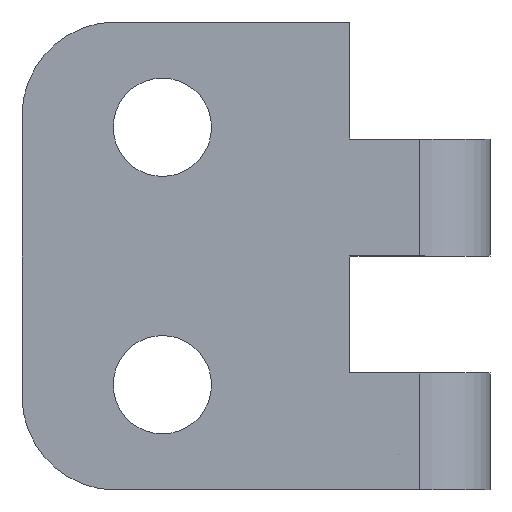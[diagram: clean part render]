
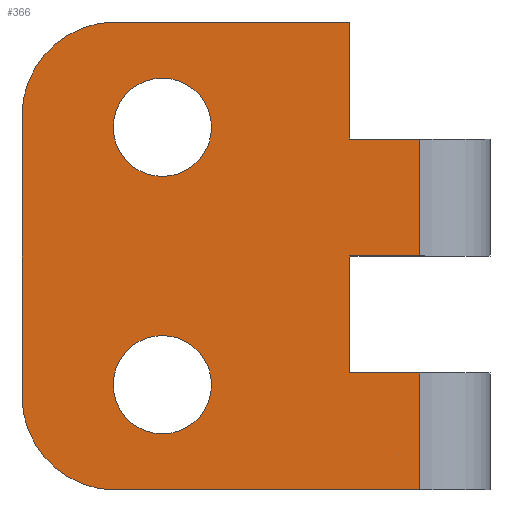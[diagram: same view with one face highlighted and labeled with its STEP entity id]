
A CAD part, front view. The second image highlights one B-rep face of the part: STEP entity #366.
In plain terms, the highlighted planar face has unit normal (0, -1, 0).
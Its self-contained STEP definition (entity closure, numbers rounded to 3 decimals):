
#5 = CARTESIAN_POINT ( 'NONE',  ( -2.5, 0., -3.4 ) ) ;
#7 = FACE_BOUND ( 'NONE', #794, .T. ) ;
#26 = DIRECTION ( 'NONE',  ( 1., 0., 0. ) ) ;
#38 = CARTESIAN_POINT ( 'NONE',  ( 0., 0., 0. ) ) ;
#39 = CARTESIAN_POINT ( 'NONE',  ( 8.5, 0., 0. ) ) ;
#58 = DIRECTION ( 'NONE',  ( -1., 0., 0. ) ) ;
#64 = ORIENTED_EDGE ( 'NONE', *, *, #126, .F. ) ;
#68 = DIRECTION ( 'NONE',  ( 0., 0., 1. ) ) ;
#76 = EDGE_CURVE ( 'NONE', #87, #270, #395, .T. ) ;
#79 = CARTESIAN_POINT ( 'NONE',  ( 5.5, 0., 10. ) ) ;
#87 = VERTEX_POINT ( 'NONE', #286 ) ;
#91 = CARTESIAN_POINT ( 'NONE',  ( 8.5, 0., 0. ) ) ;
#100 = VECTOR ( 'NONE', #888, 1000. ) ;
#113 = ORIENTED_EDGE ( 'NONE', *, *, #811, .F. ) ;
#126 = EDGE_CURVE ( 'NONE', #546, #134, #820, .T. ) ;
#130 = FACE_OUTER_BOUND ( 'NONE', #752, .T. ) ;
#132 = CIRCLE ( 'NONE', #614, 2.1 ) ;
#134 = VERTEX_POINT ( 'NONE', #361 ) ;
#136 = CARTESIAN_POINT ( 'NONE',  ( 5.5, 0., -5. ) ) ;
#139 = VERTEX_POINT ( 'NONE', #852 ) ;
#149 = VECTOR ( 'NONE', #178, 1000. ) ;
#168 = CARTESIAN_POINT ( 'NONE',  ( 8.5, 0., -5. ) ) ;
#177 = VERTEX_POINT ( 'NONE', #5 ) ;
#178 = DIRECTION ( 'NONE',  ( 0., 0., -1. ) ) ;
#182 = CARTESIAN_POINT ( 'NONE',  ( -4.5, 0., -10. ) ) ;
#184 = CARTESIAN_POINT ( 'NONE',  ( -8.5, 0., 10. ) ) ;
#186 = LINE ( 'NONE', #620, #906 ) ;
#189 = CARTESIAN_POINT ( 'NONE',  ( 5.5, 0., 5. ) ) ;
#191 = PLANE ( 'NONE',  #234 ) ;
#197 = VECTOR ( 'NONE', #555, 1000. ) ;
#198 = CIRCLE ( 'NONE', #708, 2.1 ) ;
#205 = ORIENTED_EDGE ( 'NONE', *, *, #314, .F. ) ;
#207 = VECTOR ( 'NONE', #709, 1000. ) ;
#234 = AXIS2_PLACEMENT_3D ( 'NONE', #38, #455, #878 ) ;
#240 = CIRCLE ( 'NONE', #310, 4. ) ;
#253 = ORIENTED_EDGE ( 'NONE', *, *, #267, .F. ) ;
#256 = CARTESIAN_POINT ( 'NONE',  ( -2.5, 0., 5.5 ) ) ;
#258 = DIRECTION ( 'NONE',  ( 0., 0., -1. ) ) ;
#267 = EDGE_CURVE ( 'NONE', #342, #270, #651, .T. ) ;
#270 = VERTEX_POINT ( 'NONE', #39 ) ;
#272 = DIRECTION ( 'NONE',  ( 0., -1., 0. ) ) ;
#276 = VECTOR ( 'NONE', #258, 1000. ) ;
#284 = LINE ( 'NONE', #189, #100 ) ;
#286 = CARTESIAN_POINT ( 'NONE',  ( 5.5, 0., 0. ) ) ;
#301 = EDGE_CURVE ( 'NONE', #444, #408, #629, .T. ) ;
#307 = VERTEX_POINT ( 'NONE', #182 ) ;
#308 = LINE ( 'NONE', #184, #828 ) ;
#310 = AXIS2_PLACEMENT_3D ( 'NONE', #698, #272, #767 ) ;
#314 = EDGE_CURVE ( 'NONE', #472, #177, #320, .T. ) ;
#320 = CIRCLE ( 'NONE', #416, 2.1 ) ;
#324 = DIRECTION ( 'NONE',  ( 1., 0., 0. ) ) ;
#334 = EDGE_CURVE ( 'NONE', #134, #546, #132, .T. ) ;
#342 = VERTEX_POINT ( 'NONE', #689 ) ;
#353 = VERTEX_POINT ( 'NONE', #885 ) ;
#358 = CARTESIAN_POINT ( 'NONE',  ( -2.5, 0., -5.5 ) ) ;
#361 = CARTESIAN_POINT ( 'NONE',  ( -2.5, 0., 7.6 ) ) ;
#363 = EDGE_CURVE ( 'NONE', #177, #472, #198, .T. ) ;
#365 = DIRECTION ( 'NONE',  ( 0., 0., 1. ) ) ;
#366 = ADVANCED_FACE ( 'NONE', ( #678, #7, #130 ), #191, .F. ) ;
#374 = CARTESIAN_POINT ( 'NONE',  ( 8.5, 0., 5. ) ) ;
#383 = ORIENTED_EDGE ( 'NONE', *, *, #551, .F. ) ;
#392 = ORIENTED_EDGE ( 'NONE', *, *, #334, .F. ) ;
#394 = VECTOR ( 'NONE', #26, 1000. ) ;
#395 = LINE ( 'NONE', #91, #207 ) ;
#399 = ORIENTED_EDGE ( 'NONE', *, *, #76, .T. ) ;
#408 = VERTEX_POINT ( 'NONE', #530 ) ;
#416 = AXIS2_PLACEMENT_3D ( 'NONE', #358, #841, #901 ) ;
#419 = ORIENTED_EDGE ( 'NONE', *, *, #641, .T. ) ;
#428 = DIRECTION ( 'NONE',  ( 0., 0., 1. ) ) ;
#431 = CARTESIAN_POINT ( 'NONE',  ( -2.5, 0., 5.5 ) ) ;
#443 = CARTESIAN_POINT ( 'NONE',  ( -4.5, 0., 10. ) ) ;
#444 = VERTEX_POINT ( 'NONE', #168 ) ;
#450 = AXIS2_PLACEMENT_3D ( 'NONE', #910, #488, #68 ) ;
#455 = DIRECTION ( 'NONE',  ( 0., 1., 0. ) ) ;
#457 = ORIENTED_EDGE ( 'NONE', *, *, #710, .T. ) ;
#466 = CARTESIAN_POINT ( 'NONE',  ( -2.5, 0., 3.4 ) ) ;
#472 = VERTEX_POINT ( 'NONE', #867 ) ;
#475 = LINE ( 'NONE', #777, #834 ) ;
#485 = ORIENTED_EDGE ( 'NONE', *, *, #764, .T. ) ;
#488 = DIRECTION ( 'NONE',  ( 0., -1., 0. ) ) ;
#489 = VERTEX_POINT ( 'NONE', #443 ) ;
#496 = EDGE_CURVE ( 'NONE', #139, #342, #582, .T. ) ;
#524 = ORIENTED_EDGE ( 'NONE', *, *, #668, .F. ) ;
#525 = CIRCLE ( 'NONE', #450, 4. ) ;
#530 = CARTESIAN_POINT ( 'NONE',  ( 8.5, 0., -10. ) ) ;
#545 = DIRECTION ( 'NONE',  ( 0., 0., 1. ) ) ;
#546 = VERTEX_POINT ( 'NONE', #466 ) ;
#551 = EDGE_CURVE ( 'NONE', #742, #353, #186, .T. ) ;
#555 = DIRECTION ( 'NONE',  ( 0., 0., 1. ) ) ;
#557 = ORIENTED_EDGE ( 'NONE', *, *, #496, .F. ) ;
#582 = LINE ( 'NONE', #374, #394 ) ;
#591 = VECTOR ( 'NONE', #58, 1000. ) ;
#595 = ORIENTED_EDGE ( 'NONE', *, *, #621, .F. ) ;
#598 = CARTESIAN_POINT ( 'NONE',  ( 8.5, 0., -10. ) ) ;
#601 = DIRECTION ( 'NONE',  ( 0., -1., 0. ) ) ;
#614 = AXIS2_PLACEMENT_3D ( 'NONE', #256, #601, #823 ) ;
#620 = CARTESIAN_POINT ( 'NONE',  ( -8.5, 0., -10. ) ) ;
#621 = EDGE_CURVE ( 'NONE', #489, #858, #308, .T. ) ;
#629 = LINE ( 'NONE', #680, #276 ) ;
#631 = AXIS2_PLACEMENT_3D ( 'NONE', #431, #857, #428 ) ;
#641 = EDGE_CURVE ( 'NONE', #139, #858, #284, .T. ) ;
#651 = LINE ( 'NONE', #598, #149 ) ;
#668 = EDGE_CURVE ( 'NONE', #408, #307, #804, .T. ) ;
#669 = CARTESIAN_POINT ( 'NONE',  ( -2.5, 0., -5.5 ) ) ;
#678 = FACE_BOUND ( 'NONE', #865, .T. ) ;
#680 = CARTESIAN_POINT ( 'NONE',  ( 8.5, 0., -10. ) ) ;
#689 = CARTESIAN_POINT ( 'NONE',  ( 8.5, 0., 5. ) ) ;
#694 = EDGE_CURVE ( 'NONE', #742, #307, #240, .T. ) ;
#698 = CARTESIAN_POINT ( 'NONE',  ( -4.5, 0., -6. ) ) ;
#701 = CARTESIAN_POINT ( 'NONE',  ( -8.5, 0., -6. ) ) ;
#708 = AXIS2_PLACEMENT_3D ( 'NONE', #669, #800, #365 ) ;
#709 = DIRECTION ( 'NONE',  ( 1., 0., 0. ) ) ;
#710 = EDGE_CURVE ( 'NONE', #758, #87, #776, .T. ) ;
#742 = VERTEX_POINT ( 'NONE', #701 ) ;
#752 = EDGE_LOOP ( 'NONE', ( #383, #775, #524, #829, #113, #457, #399, #253, #557, #419, #595, #485 ) ) ;
#758 = VERTEX_POINT ( 'NONE', #136 ) ;
#764 = EDGE_CURVE ( 'NONE', #489, #353, #525, .T. ) ;
#767 = DIRECTION ( 'NONE',  ( 0., 0., 1. ) ) ;
#775 = ORIENTED_EDGE ( 'NONE', *, *, #694, .T. ) ;
#776 = LINE ( 'NONE', #903, #197 ) ;
#777 = CARTESIAN_POINT ( 'NONE',  ( 8.5, 0., -5. ) ) ;
#794 = EDGE_LOOP ( 'NONE', ( #842, #205 ) ) ;
#800 = DIRECTION ( 'NONE',  ( 0., -1., 0. ) ) ;
#804 = LINE ( 'NONE', #902, #591 ) ;
#811 = EDGE_CURVE ( 'NONE', #758, #444, #475, .T. ) ;
#820 = CIRCLE ( 'NONE', #631, 2.1 ) ;
#823 = DIRECTION ( 'NONE',  ( 0., 0., 1. ) ) ;
#828 = VECTOR ( 'NONE', #324, 1000. ) ;
#829 = ORIENTED_EDGE ( 'NONE', *, *, #301, .F. ) ;
#834 = VECTOR ( 'NONE', #848, 1000. ) ;
#841 = DIRECTION ( 'NONE',  ( 0., -1., 0. ) ) ;
#842 = ORIENTED_EDGE ( 'NONE', *, *, #363, .F. ) ;
#848 = DIRECTION ( 'NONE',  ( 1., 0., 0. ) ) ;
#852 = CARTESIAN_POINT ( 'NONE',  ( 5.5, 0., 5. ) ) ;
#857 = DIRECTION ( 'NONE',  ( 0., -1., 0. ) ) ;
#858 = VERTEX_POINT ( 'NONE', #79 ) ;
#865 = EDGE_LOOP ( 'NONE', ( #392, #64 ) ) ;
#867 = CARTESIAN_POINT ( 'NONE',  ( -2.5, 0., -7.6 ) ) ;
#878 = DIRECTION ( 'NONE',  ( 0., 0., 1. ) ) ;
#885 = CARTESIAN_POINT ( 'NONE',  ( -8.5, 0., 6. ) ) ;
#888 = DIRECTION ( 'NONE',  ( 0., 0., 1. ) ) ;
#901 = DIRECTION ( 'NONE',  ( 0., 0., 1. ) ) ;
#902 = CARTESIAN_POINT ( 'NONE',  ( -8.5, 0., -10. ) ) ;
#903 = CARTESIAN_POINT ( 'NONE',  ( 5.5, 0., -5. ) ) ;
#906 = VECTOR ( 'NONE', #545, 1000. ) ;
#910 = CARTESIAN_POINT ( 'NONE',  ( -4.5, 0., 6. ) ) ;
